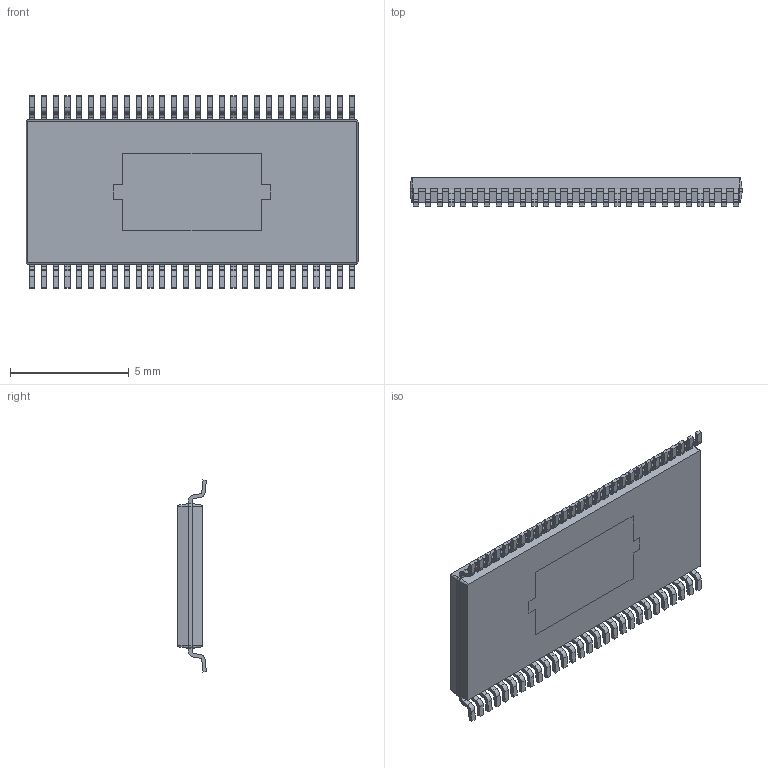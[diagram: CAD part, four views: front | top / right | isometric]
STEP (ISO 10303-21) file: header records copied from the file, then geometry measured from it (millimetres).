
FILE_DESCRIPTION (( 'STEP AP214' ), '1' );
FILE_NAME ('DRV8301DCAR.STEP', '2019-04-05T21:21:04', ( '' ), ( '' ), 'SwSTEP 2.0', 'SolidWorks 2017', '' );
FILE_SCHEMA (( 'AUTOMOTIVE_DESIGN' ));
Length unit declared in the file: millimetre
Products named in the file (1): DRV8301DCAR
Bounding box: 14 x 1.2 x 8.1 mm (x, y, z)
Volume: 91 mm3; surface area: 310.8 mm2
Topology: 58 solids, 58 shells, 837 faces, 2144 edges, 1424 vertices
Faces by surface type: plane 601, cylinder 228, cone 8
Entity records: 25801 total; most frequent: CARTESIAN_POINT 4406, ORIENTED_EDGE 4288, DIRECTION 4284, EDGE_CURVE 2144, VECTOR 1680, LINE 1680, VERTEX_POINT 1424, AXIS2_PLACEMENT_3D 1302
